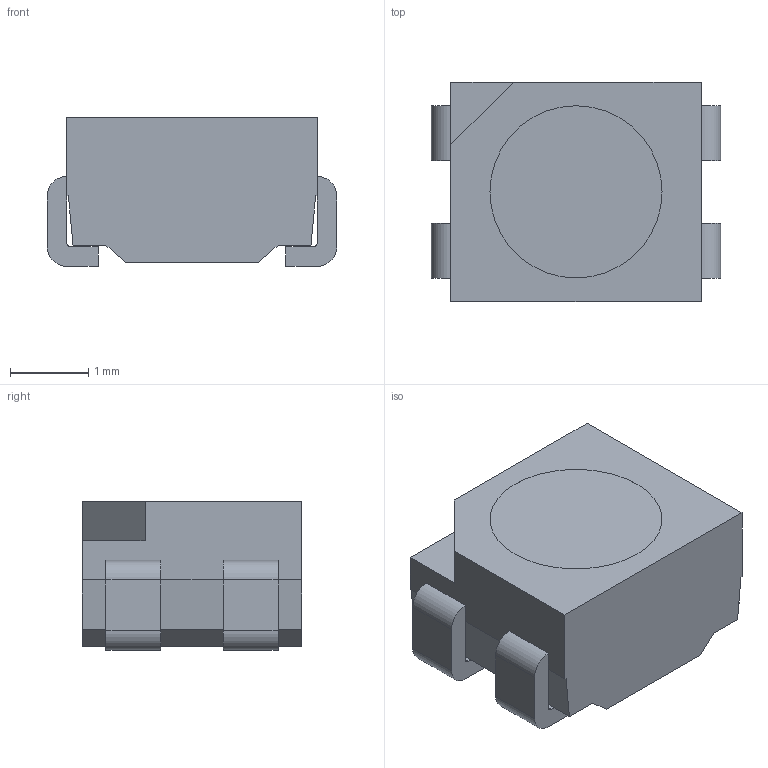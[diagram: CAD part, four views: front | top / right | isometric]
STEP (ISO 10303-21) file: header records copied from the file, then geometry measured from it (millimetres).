
FILE_DESCRIPTION(/* description */ (''),/* implementation_level */ '2;1');
FILE_NAME(/* name */ 'PZ_LED_SMD_PLCC4.stp',/* time_stamp */ '2016-11-15T17:48:56-06:00',/* author */ ('X1'),/* organization */ (''),/* preprocessor_version */ 'ST-DEVELOPER v15.6',/* originating_system */ 'Autodesk Inventor 2015',/* authorisation */ '');
FILE_SCHEMA (('AUTOMOTIVE_DESIGN { 1 0 10303 214 3 1 1 }'));
Length unit declared in the file: millimetre
Products named in the file (1): PZ_LED_SMD_PLCC4
Bounding box: 3.7 x 2.8 x 1.9 mm (x, y, z)
Volume: 16.5 mm3; surface area: 49 mm2
Topology: 1 solids, 1 shells, 58 faces, 157 edges, 102 vertices
Faces by surface type: plane 45, cylinder 13
Full cylindrical faces by diameter (mm): 2.2 x1
Entity records: 1900 total; most frequent: CARTESIAN_POINT 317, ORIENTED_EDGE 312, DIRECTION 300, EDGE_CURVE 156, LINE 130, VECTOR 130, VERTEX_POINT 102, AXIS2_PLACEMENT_3D 85
